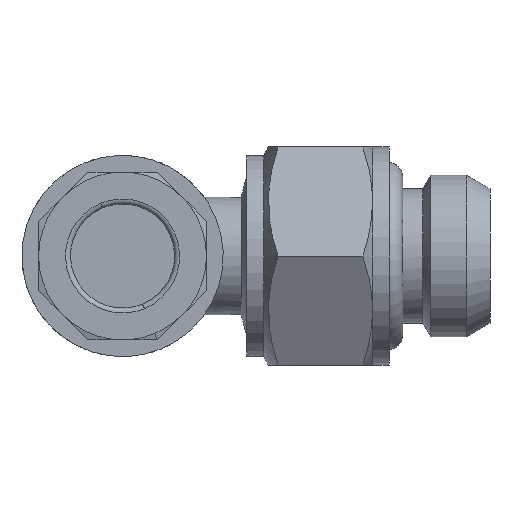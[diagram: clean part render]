
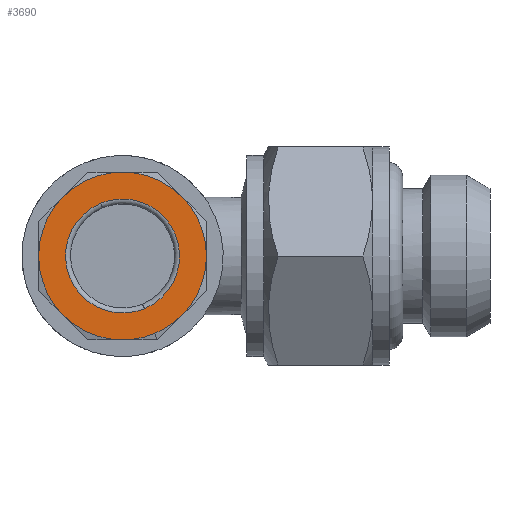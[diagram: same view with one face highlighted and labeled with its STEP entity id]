
A CAD part, left-side view. The second image highlights one B-rep face of the part: STEP entity #3690.
In plain terms, the highlighted planar face has unit normal (-1, 0, 0).
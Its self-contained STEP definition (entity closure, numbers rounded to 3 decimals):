
#41 = CARTESIAN_POINT ( 'NONE',  ( -20.6, 16., 0. ) ) ;
#43 = CARTESIAN_POINT ( 'NONE',  ( -20.6, 17.464, 3.536 ) ) ;
#45 = CARTESIAN_POINT ( 'NONE',  ( -20.6, 21., 5. ) ) ;
#47 = CARTESIAN_POINT ( 'NONE',  ( -20.6, 24.536, 3.536 ) ) ;
#49 = CARTESIAN_POINT ( 'NONE',  ( -20.6, 21., -5. ) ) ;
#50 = CARTESIAN_POINT ( 'NONE',  ( -20.6, 24.536, -3.536 ) ) ;
#54 = CARTESIAN_POINT ( 'NONE',  ( -20.6, 26., 0. ) ) ;
#259 = VERTEX_POINT ( 'NONE', #54 ) ;
#263 = VERTEX_POINT ( 'NONE', #50 ) ;
#264 = VERTEX_POINT ( 'NONE', #49 ) ;
#266 = VERTEX_POINT ( 'NONE', #47 ) ;
#268 = VERTEX_POINT ( 'NONE', #45 ) ;
#270 = VERTEX_POINT ( 'NONE', #43 ) ;
#272 = VERTEX_POINT ( 'NONE', #41 ) ;
#442 = AXIS2_PLACEMENT_3D ( 'NONE', #1733, #1734, #1735 ) ;
#518 = EDGE_CURVE ( 'NONE', #263, #259, #5676, .T. ) ;
#519 = EDGE_CURVE ( 'NONE', #259, #266, #5679, .T. ) ;
#520 = EDGE_CURVE ( 'NONE', #266, #268, #5678, .T. ) ;
#521 = EDGE_CURVE ( 'NONE', #268, #270, #5680, .T. ) ;
#522 = EDGE_CURVE ( 'NONE', #270, #272, #5681, .T. ) ;
#523 = EDGE_CURVE ( 'NONE', #2557, #264, #5682, .T. ) ;
#524 = EDGE_CURVE ( 'NONE', #264, #263, #5668, .T. ) ;
#525 = EDGE_CURVE ( 'NONE', #2421, #2433, #5683, .T. ) ;
#526 = EDGE_CURVE ( 'NONE', #272, #2419, #5684, .T. ) ;
#587 = AXIS2_PLACEMENT_3D ( 'NONE', #5565, #5566, #5567 ) ;
#588 = AXIS2_PLACEMENT_3D ( 'NONE', #4970, #4972, #4973 ) ;
#589 = AXIS2_PLACEMENT_3D ( 'NONE', #4974, #4975, #4976 ) ;
#590 = AXIS2_PLACEMENT_3D ( 'NONE', #4977, #4978, #4979 ) ;
#591 = AXIS2_PLACEMENT_3D ( 'NONE', #4980, #4981, #4982 ) ;
#592 = AXIS2_PLACEMENT_3D ( 'NONE', #4983, #4984, #4985 ) ;
#1172 = CARTESIAN_POINT ( 'NONE',  ( -20.6, 21., 0. ) ) ;
#1173 = DIRECTION ( 'NONE',  ( 1., 0., 0. ) ) ;
#1174 = DIRECTION ( 'NONE',  ( 0., 0.383, 0.924 ) ) ;
#1347 = AXIS2_PLACEMENT_3D ( 'NONE', #1172, #1173, #1174 ) ;
#1381 = ORIENTED_EDGE ( 'NONE', *, *, #518, .F. ) ;
#1382 = ORIENTED_EDGE ( 'NONE', *, *, #519, .F. ) ;
#1383 = ORIENTED_EDGE ( 'NONE', *, *, #520, .F. ) ;
#1384 = ORIENTED_EDGE ( 'NONE', *, *, #521, .F. ) ;
#1385 = ORIENTED_EDGE ( 'NONE', *, *, #522, .F. ) ;
#1386 = ORIENTED_EDGE ( 'NONE', *, *, #526, .F. ) ;
#1387 = ORIENTED_EDGE ( 'NONE', *, *, #3040, .F. ) ;
#1388 = ORIENTED_EDGE ( 'NONE', *, *, #523, .F. ) ;
#1389 = ORIENTED_EDGE ( 'NONE', *, *, #524, .F. ) ;
#1390 = ORIENTED_EDGE ( 'NONE', *, *, #5182, .T. ) ;
#1391 = ORIENTED_EDGE ( 'NONE', *, *, #525, .T. ) ;
#1477 = EDGE_LOOP ( 'NONE', ( #1391, #1390 ) ) ;
#1733 = CARTESIAN_POINT ( 'NONE',  ( -20.6, 21., 0. ) ) ;
#1734 = DIRECTION ( 'NONE',  ( 1., 0., 0. ) ) ;
#1735 = DIRECTION ( 'NONE',  ( 0., -0.383, -0.924 ) ) ;
#2084 = PLANE ( 'NONE',  #4711 ) ;
#2091 = CARTESIAN_POINT ( 'NONE',  ( -20.6, 25.619, -1.913 ) ) ;
#2092 = DIRECTION ( 'NONE',  ( -1., 0., 0. ) ) ;
#2093 = DIRECTION ( 'NONE',  ( 0., 0.383, 0.924 ) ) ;
#2419 = VERTEX_POINT ( 'NONE', #5891 ) ;
#2421 = VERTEX_POINT ( 'NONE', #5892 ) ;
#2433 = VERTEX_POINT ( 'NONE', #5897 ) ;
#2557 = VERTEX_POINT ( 'NONE', #5959 ) ;
#2622 = EDGE_LOOP ( 'NONE', ( #1389, #1388, #1387, #1386, #1385, #1384, #1383, #1382, #1381 ) ) ;
#3040 = EDGE_CURVE ( 'NONE', #2419, #2557, #5381, .T. ) ;
#3690 = ADVANCED_FACE ( 'NONE', ( #6328, #6329 ), #2084, .T. ) ;
#4711 = AXIS2_PLACEMENT_3D ( 'NONE', #2091, #2092, #2093 ) ;
#4759 = AXIS2_PLACEMENT_3D ( 'NONE', #4986, #4987, #4988 ) ;
#4760 = AXIS2_PLACEMENT_3D ( 'NONE', #4990, #4991, #4992 ) ;
#4761 = AXIS2_PLACEMENT_3D ( 'NONE', #4994, #4995, #4996 ) ;
#4970 = CARTESIAN_POINT ( 'NONE',  ( -20.6, 21., 0. ) ) ;
#4972 = DIRECTION ( 'NONE',  ( 1., 0., 0. ) ) ;
#4973 = DIRECTION ( 'NONE',  ( 0., -0.383, -0.924 ) ) ;
#4974 = CARTESIAN_POINT ( 'NONE',  ( -20.6, 21., 0. ) ) ;
#4975 = DIRECTION ( 'NONE',  ( 1., 0., 0. ) ) ;
#4976 = DIRECTION ( 'NONE',  ( 0., -0.383, -0.924 ) ) ;
#4977 = CARTESIAN_POINT ( 'NONE',  ( -20.6, 21., 0. ) ) ;
#4978 = DIRECTION ( 'NONE',  ( 1., 0., 0. ) ) ;
#4979 = DIRECTION ( 'NONE',  ( 0., -0.383, -0.924 ) ) ;
#4980 = CARTESIAN_POINT ( 'NONE',  ( -20.6, 21., 0. ) ) ;
#4981 = DIRECTION ( 'NONE',  ( 1., 0., 0. ) ) ;
#4982 = DIRECTION ( 'NONE',  ( 0., -0.383, -0.924 ) ) ;
#4983 = CARTESIAN_POINT ( 'NONE',  ( -20.6, 21., 0. ) ) ;
#4984 = DIRECTION ( 'NONE',  ( 1., 0., 0. ) ) ;
#4985 = DIRECTION ( 'NONE',  ( 0., -0.383, -0.924 ) ) ;
#4986 = CARTESIAN_POINT ( 'NONE',  ( -20.6, 21., 0. ) ) ;
#4987 = DIRECTION ( 'NONE',  ( 1., 0., 0. ) ) ;
#4988 = DIRECTION ( 'NONE',  ( 0., -0.383, -0.924 ) ) ;
#4990 = CARTESIAN_POINT ( 'NONE',  ( -20.6, 21., 0. ) ) ;
#4991 = DIRECTION ( 'NONE',  ( 1., 0., 0. ) ) ;
#4992 = DIRECTION ( 'NONE',  ( 0., 0.383, 0.924 ) ) ;
#4994 = CARTESIAN_POINT ( 'NONE',  ( -20.6, 21., 0. ) ) ;
#4995 = DIRECTION ( 'NONE',  ( 1., 0., 0. ) ) ;
#4996 = DIRECTION ( 'NONE',  ( 0., -0.383, -0.924 ) ) ;
#5182 = EDGE_CURVE ( 'NONE', #2433, #2421, #6538, .T. ) ;
#5381 = CIRCLE ( 'NONE', #442, 5. ) ;
#5565 = CARTESIAN_POINT ( 'NONE',  ( -20.6, 21., 0. ) ) ;
#5566 = DIRECTION ( 'NONE',  ( 1., 0., 0. ) ) ;
#5567 = DIRECTION ( 'NONE',  ( 0., -0.383, -0.924 ) ) ;
#5668 = CIRCLE ( 'NONE', #4759, 5. ) ;
#5676 = CIRCLE ( 'NONE', #587, 5. ) ;
#5678 = CIRCLE ( 'NONE', #589, 5. ) ;
#5679 = CIRCLE ( 'NONE', #588, 5. ) ;
#5680 = CIRCLE ( 'NONE', #590, 5. ) ;
#5681 = CIRCLE ( 'NONE', #591, 5. ) ;
#5682 = CIRCLE ( 'NONE', #592, 5. ) ;
#5683 = CIRCLE ( 'NONE', #4760, 3.4 ) ;
#5684 = CIRCLE ( 'NONE', #4761, 5. ) ;
#5891 = CARTESIAN_POINT ( 'NONE',  ( -20.6, 17.464, -3.536 ) ) ;
#5892 = CARTESIAN_POINT ( 'NONE',  ( -20.6, 22.301, 3.141 ) ) ;
#5897 = CARTESIAN_POINT ( 'NONE',  ( -20.6, 19.699, -3.141 ) ) ;
#5959 = CARTESIAN_POINT ( 'NONE',  ( -20.6, 19.087, -4.619 ) ) ;
#6328 = FACE_BOUND ( 'NONE', #1477, .T. ) ;
#6329 = FACE_OUTER_BOUND ( 'NONE', #2622, .T. ) ;
#6538 = CIRCLE ( 'NONE', #1347, 3.4 ) ;
